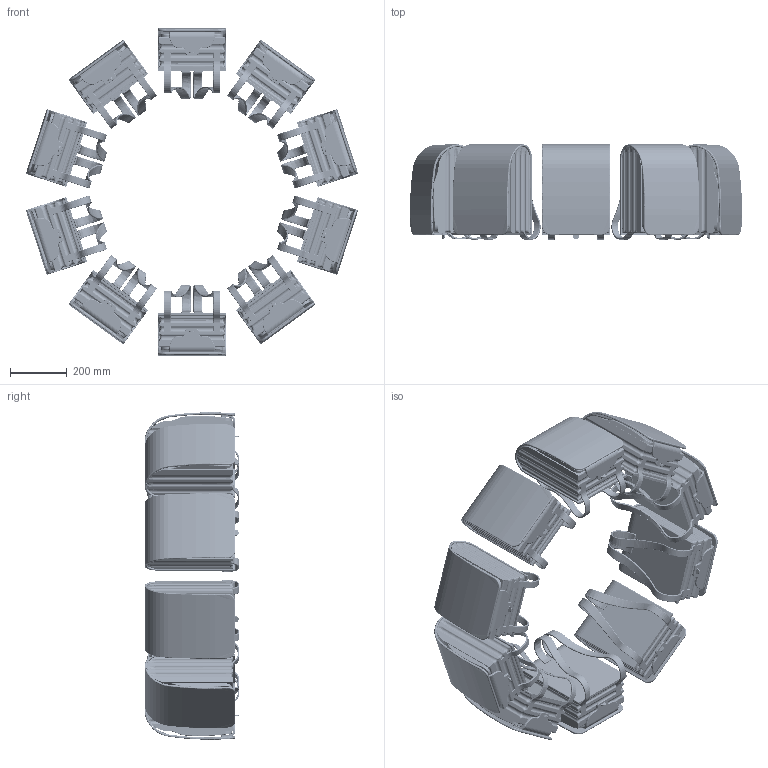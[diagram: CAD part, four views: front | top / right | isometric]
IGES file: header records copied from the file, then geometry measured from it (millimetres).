
Start section: SolidWorks IGES file using analytic representation for surfaces
Global section: file name: randoseru.IGS; native system: SolidWorks 2012; preprocessor: SolidWorks 2012; author: oda; date: 120509.204910; units: millimetre
Bounding box: 1171.82 x 334.97 x 1155.8 mm (x, y, z)
Surface area: 7980921.9 mm2 (no closed solid volume)
Topology: 0 solids, 0 shells, 4640 faces, 52326 edges, 52326 vertices
Faces by surface type: bspline 2910, revolution 1730
